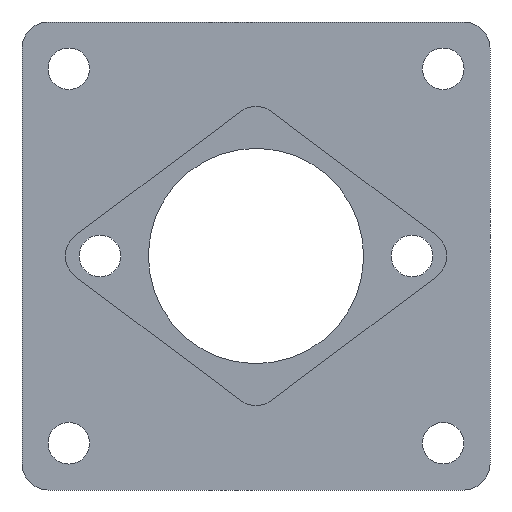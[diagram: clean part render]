
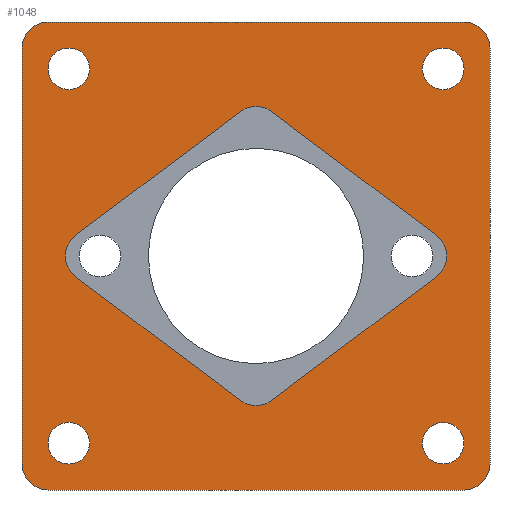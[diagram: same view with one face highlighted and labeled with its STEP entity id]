
A CAD part, left-side view. The second image highlights one B-rep face of the part: STEP entity #1048.
In plain terms, the highlighted planar face has unit normal (-1, 0, 0).
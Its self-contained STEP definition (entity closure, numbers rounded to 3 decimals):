
#175=CARTESIAN_POINT('Vertex',(-15.,40.,-36.)) ;
#191=CARTESIAN_POINT('Vertex',(-15.,32.,-36.)) ;
#194=CARTESIAN_POINT('Axis2P3D Location',(-15.,36.,-36.)) ;
#211=CARTESIAN_POINT('Axis2P3D Location',(-15.,36.,-36.)) ;
#232=CARTESIAN_POINT('Vertex',(-15.,-32.011,-35.699)) ;
#248=CARTESIAN_POINT('Vertex',(-15.,-39.989,-36.301)) ;
#251=CARTESIAN_POINT('Axis2P3D Location',(-15.,-36.,-36.)) ;
#268=CARTESIAN_POINT('Axis2P3D Location',(-15.,-36.,-36.)) ;
#289=CARTESIAN_POINT('Vertex',(-15.,-32.,36.)) ;
#305=CARTESIAN_POINT('Vertex',(-15.,-40.,36.)) ;
#308=CARTESIAN_POINT('Axis2P3D Location',(-15.,-36.,36.)) ;
#325=CARTESIAN_POINT('Axis2P3D Location',(-15.,-36.,36.)) ;
#346=CARTESIAN_POINT('Vertex',(-15.,40.,36.)) ;
#362=CARTESIAN_POINT('Vertex',(-15.,32.,36.)) ;
#365=CARTESIAN_POINT('Axis2P3D Location',(-15.,36.,36.)) ;
#382=CARTESIAN_POINT('Axis2P3D Location',(-15.,36.,36.)) ;
#456=CARTESIAN_POINT('Axis2P3D Location',(-15.,-31.667,0.)) ;
#460=CARTESIAN_POINT('Vertex',(-15.,-34.667,-4.)) ;
#462=CARTESIAN_POINT('Vertex',(-15.,-34.667,4.)) ;
#502=CARTESIAN_POINT('Vertex',(-15.,-3.,27.75)) ;
#510=CARTESIAN_POINT('Line Origine',(-15.,-18.833,15.875)) ;
#527=CARTESIAN_POINT('Axis2P3D Location',(-15.,0.,23.75)) ;
#531=CARTESIAN_POINT('Vertex',(-15.,3.,27.75)) ;
#564=CARTESIAN_POINT('Vertex',(-15.,-3.,-27.75)) ;
#567=CARTESIAN_POINT('Line Origine',(-15.,-18.833,-15.875)) ;
#589=CARTESIAN_POINT('Axis2P3D Location',(-15.,0.,-23.75)) ;
#593=CARTESIAN_POINT('Vertex',(-15.,3.,-27.75)) ;
#626=CARTESIAN_POINT('Vertex',(-15.,34.667,4.)) ;
#634=CARTESIAN_POINT('Line Origine',(-15.,18.833,15.875)) ;
#657=CARTESIAN_POINT('Vertex',(-15.,34.667,-4.)) ;
#660=CARTESIAN_POINT('Line Origine',(-15.,18.833,-15.875)) ;
#715=CARTESIAN_POINT('Axis2P3D Location',(-15.,31.667,0.)) ;
#745=CARTESIAN_POINT('Vertex',(-15.,-40.,45.)) ;
#748=CARTESIAN_POINT('Axis2P3D Location',(-15.,-40.,40.)) ;
#752=CARTESIAN_POINT('Vertex',(-15.,-45.,40.)) ;
#776=CARTESIAN_POINT('Vertex',(-15.,-45.,-40.)) ;
#786=CARTESIAN_POINT('Line Origine',(-15.,-45.,0.)) ;
#810=CARTESIAN_POINT('Axis2P3D Location',(-15.,-40.,-40.)) ;
#814=CARTESIAN_POINT('Vertex',(-15.,-40.,-45.)) ;
#841=CARTESIAN_POINT('Line Origine',(-15.,0.,-45.)) ;
#845=CARTESIAN_POINT('Vertex',(-15.,40.,-45.)) ;
#872=CARTESIAN_POINT('Axis2P3D Location',(-15.,40.,-40.)) ;
#876=CARTESIAN_POINT('Vertex',(-15.,45.,-40.)) ;
#896=CARTESIAN_POINT('Line Origine',(-15.,0.,45.)) ;
#900=CARTESIAN_POINT('Vertex',(-15.,40.,45.)) ;
#931=CARTESIAN_POINT('Vertex',(-15.,45.,40.)) ;
#941=CARTESIAN_POINT('Line Origine',(-15.,45.,0.)) ;
#1002=CARTESIAN_POINT('Axis2P3D Location',(-15.,0.,65.)) ;
#1007=CARTESIAN_POINT('Axis2P3D Location',(-15.,40.,40.)) ;
#195=DIRECTION('Axis2P3D Direction',(-1.,0.,0.)) ;
#212=DIRECTION('Axis2P3D Direction',(-1.,0.,0.)) ;
#252=DIRECTION('Axis2P3D Direction',(-1.,0.,0.)) ;
#269=DIRECTION('Axis2P3D Direction',(-1.,0.,0.)) ;
#309=DIRECTION('Axis2P3D Direction',(-1.,0.,0.)) ;
#326=DIRECTION('Axis2P3D Direction',(-1.,0.,0.)) ;
#366=DIRECTION('Axis2P3D Direction',(-1.,0.,0.)) ;
#383=DIRECTION('Axis2P3D Direction',(-1.,0.,0.)) ;
#457=DIRECTION('Axis2P3D Direction',(1.,0.,0.)) ;
#511=DIRECTION('Vector Direction',(0.,0.8,0.6)) ;
#528=DIRECTION('Axis2P3D Direction',(1.,0.,0.)) ;
#568=DIRECTION('Vector Direction',(0.,-0.8,0.6)) ;
#590=DIRECTION('Axis2P3D Direction',(1.,0.,0.)) ;
#635=DIRECTION('Vector Direction',(0.,0.8,-0.6)) ;
#661=DIRECTION('Vector Direction',(0.,-0.8,-0.6)) ;
#716=DIRECTION('Axis2P3D Direction',(1.,0.,-0.)) ;
#749=DIRECTION('Axis2P3D Direction',(1.,0.,0.)) ;
#787=DIRECTION('Vector Direction',(0.,0.,1.)) ;
#811=DIRECTION('Axis2P3D Direction',(1.,0.,0.)) ;
#842=DIRECTION('Vector Direction',(0.,1.,0.)) ;
#873=DIRECTION('Axis2P3D Direction',(1.,0.,0.)) ;
#897=DIRECTION('Vector Direction',(0.,-1.,0.)) ;
#942=DIRECTION('Vector Direction',(0.,0.,-1.)) ;
#1003=DIRECTION('Axis2P3D Direction',(-1.,0.,0.)) ;
#1004=DIRECTION('Axis2P3D XDirection',(0.,1.,0.)) ;
#1008=DIRECTION('Axis2P3D Direction',(-1.,0.,0.)) ;
#196=AXIS2_PLACEMENT_3D('Circle Axis2P3D',#194,#195,$) ;
#213=AXIS2_PLACEMENT_3D('Circle Axis2P3D',#211,#212,$) ;
#253=AXIS2_PLACEMENT_3D('Circle Axis2P3D',#251,#252,$) ;
#270=AXIS2_PLACEMENT_3D('Circle Axis2P3D',#268,#269,$) ;
#310=AXIS2_PLACEMENT_3D('Circle Axis2P3D',#308,#309,$) ;
#327=AXIS2_PLACEMENT_3D('Circle Axis2P3D',#325,#326,$) ;
#367=AXIS2_PLACEMENT_3D('Circle Axis2P3D',#365,#366,$) ;
#384=AXIS2_PLACEMENT_3D('Circle Axis2P3D',#382,#383,$) ;
#458=AXIS2_PLACEMENT_3D('Circle Axis2P3D',#456,#457,$) ;
#529=AXIS2_PLACEMENT_3D('Circle Axis2P3D',#527,#528,$) ;
#591=AXIS2_PLACEMENT_3D('Circle Axis2P3D',#589,#590,$) ;
#717=AXIS2_PLACEMENT_3D('Circle Axis2P3D',#715,#716,$) ;
#750=AXIS2_PLACEMENT_3D('Circle Axis2P3D',#748,#749,$) ;
#812=AXIS2_PLACEMENT_3D('Circle Axis2P3D',#810,#811,$) ;
#874=AXIS2_PLACEMENT_3D('Circle Axis2P3D',#872,#873,$) ;
#1005=AXIS2_PLACEMENT_3D('Plane Axis2P3D',#1002,#1003,#1004) ;
#1009=AXIS2_PLACEMENT_3D('Circle Axis2P3D',#1007,#1008,$) ;
#1013=ORIENTED_EDGE('',*,*,#945,.T.) ;
#1014=ORIENTED_EDGE('',*,*,#878,.F.) ;
#1015=ORIENTED_EDGE('',*,*,#847,.F.) ;
#1016=ORIENTED_EDGE('',*,*,#816,.F.) ;
#1017=ORIENTED_EDGE('',*,*,#790,.T.) ;
#1018=ORIENTED_EDGE('',*,*,#754,.F.) ;
#1019=ORIENTED_EDGE('',*,*,#902,.F.) ;
#1020=ORIENTED_EDGE('',*,*,#1011,.F.) ;
#1023=ORIENTED_EDGE('',*,*,#719,.F.) ;
#1024=ORIENTED_EDGE('',*,*,#638,.F.) ;
#1025=ORIENTED_EDGE('',*,*,#533,.F.) ;
#1026=ORIENTED_EDGE('',*,*,#514,.F.) ;
#1027=ORIENTED_EDGE('',*,*,#464,.F.) ;
#1028=ORIENTED_EDGE('',*,*,#571,.F.) ;
#1029=ORIENTED_EDGE('',*,*,#595,.F.) ;
#1030=ORIENTED_EDGE('',*,*,#664,.F.) ;
#1033=ORIENTED_EDGE('',*,*,#386,.F.) ;
#1034=ORIENTED_EDGE('',*,*,#369,.F.) ;
#1037=ORIENTED_EDGE('',*,*,#272,.F.) ;
#1038=ORIENTED_EDGE('',*,*,#255,.F.) ;
#1041=ORIENTED_EDGE('',*,*,#215,.F.) ;
#1042=ORIENTED_EDGE('',*,*,#198,.F.) ;
#1045=ORIENTED_EDGE('',*,*,#329,.F.) ;
#1046=ORIENTED_EDGE('',*,*,#312,.F.) ;
#1031=FACE_BOUND('',#1022,.T.) ;
#1035=FACE_BOUND('',#1032,.T.) ;
#1039=FACE_BOUND('',#1036,.T.) ;
#1043=FACE_BOUND('',#1040,.T.) ;
#1047=FACE_BOUND('',#1044,.T.) ;
#512=VECTOR('Line Direction',#511,1.) ;
#569=VECTOR('Line Direction',#568,1.) ;
#636=VECTOR('Line Direction',#635,1.) ;
#662=VECTOR('Line Direction',#661,1.) ;
#788=VECTOR('Line Direction',#787,1.) ;
#843=VECTOR('Line Direction',#842,1.) ;
#898=VECTOR('Line Direction',#897,1.) ;
#943=VECTOR('Line Direction',#942,1.) ;
#1048=ADVANCED_FACE('Corps principal',(#1021,#1031,#1035,#1039,#1043,#1047),#1006,.T.) ;
#197=CIRCLE('generated circle',#196,4.) ;
#214=CIRCLE('generated circle',#213,4.) ;
#254=CIRCLE('generated circle',#253,4.) ;
#271=CIRCLE('generated circle',#270,4.) ;
#311=CIRCLE('generated circle',#310,4.) ;
#328=CIRCLE('generated circle',#327,4.) ;
#368=CIRCLE('generated circle',#367,4.) ;
#385=CIRCLE('generated circle',#384,4.) ;
#459=CIRCLE('generated circle',#458,5.) ;
#530=CIRCLE('generated circle',#529,5.) ;
#592=CIRCLE('generated circle',#591,5.) ;
#718=CIRCLE('generated circle',#717,5.) ;
#751=CIRCLE('generated circle',#750,5.) ;
#813=CIRCLE('generated circle',#812,5.) ;
#875=CIRCLE('generated circle',#874,5.) ;
#1010=CIRCLE('generated circle',#1009,5.) ;
#198=EDGE_CURVE('',#192,#176,#197,.T.) ;
#215=EDGE_CURVE('',#176,#192,#214,.T.) ;
#255=EDGE_CURVE('',#249,#233,#254,.T.) ;
#272=EDGE_CURVE('',#233,#249,#271,.T.) ;
#312=EDGE_CURVE('',#306,#290,#311,.T.) ;
#329=EDGE_CURVE('',#290,#306,#328,.T.) ;
#369=EDGE_CURVE('',#363,#347,#368,.T.) ;
#386=EDGE_CURVE('',#347,#363,#385,.T.) ;
#464=EDGE_CURVE('',#461,#463,#459,.F.) ;
#514=EDGE_CURVE('',#463,#503,#513,.T.) ;
#533=EDGE_CURVE('',#503,#532,#530,.F.) ;
#571=EDGE_CURVE('',#565,#461,#570,.T.) ;
#595=EDGE_CURVE('',#594,#565,#592,.F.) ;
#638=EDGE_CURVE('',#532,#627,#637,.T.) ;
#664=EDGE_CURVE('',#658,#594,#663,.T.) ;
#719=EDGE_CURVE('',#627,#658,#718,.F.) ;
#754=EDGE_CURVE('',#746,#753,#751,.T.) ;
#790=EDGE_CURVE('',#777,#753,#789,.T.) ;
#816=EDGE_CURVE('',#777,#815,#813,.T.) ;
#847=EDGE_CURVE('',#815,#846,#844,.T.) ;
#878=EDGE_CURVE('',#846,#877,#875,.T.) ;
#902=EDGE_CURVE('',#901,#746,#899,.T.) ;
#945=EDGE_CURVE('',#932,#877,#944,.T.) ;
#1011=EDGE_CURVE('',#932,#901,#1010,.F.) ;
#1012=EDGE_LOOP('',(#1013,#1014,#1015,#1016,#1017,#1018,#1019,#1020)) ;
#1022=EDGE_LOOP('',(#1023,#1024,#1025,#1026,#1027,#1028,#1029,#1030)) ;
#1032=EDGE_LOOP('',(#1033,#1034)) ;
#1036=EDGE_LOOP('',(#1037,#1038)) ;
#1040=EDGE_LOOP('',(#1041,#1042)) ;
#1044=EDGE_LOOP('',(#1045,#1046)) ;
#1021=FACE_OUTER_BOUND('',#1012,.T.) ;
#513=LINE('Line',#510,#512) ;
#570=LINE('Line',#567,#569) ;
#637=LINE('Line',#634,#636) ;
#663=LINE('Line',#660,#662) ;
#789=LINE('Line',#786,#788) ;
#844=LINE('Line',#841,#843) ;
#899=LINE('Line',#896,#898) ;
#944=LINE('Line',#941,#943) ;
#1006=PLANE('Plane',#1005) ;
#176=VERTEX_POINT('',#175) ;
#192=VERTEX_POINT('',#191) ;
#233=VERTEX_POINT('',#232) ;
#249=VERTEX_POINT('',#248) ;
#290=VERTEX_POINT('',#289) ;
#306=VERTEX_POINT('',#305) ;
#347=VERTEX_POINT('',#346) ;
#363=VERTEX_POINT('',#362) ;
#461=VERTEX_POINT('',#460) ;
#463=VERTEX_POINT('',#462) ;
#503=VERTEX_POINT('',#502) ;
#532=VERTEX_POINT('',#531) ;
#565=VERTEX_POINT('',#564) ;
#594=VERTEX_POINT('',#593) ;
#627=VERTEX_POINT('',#626) ;
#658=VERTEX_POINT('',#657) ;
#746=VERTEX_POINT('',#745) ;
#753=VERTEX_POINT('',#752) ;
#777=VERTEX_POINT('',#776) ;
#815=VERTEX_POINT('',#814) ;
#846=VERTEX_POINT('',#845) ;
#877=VERTEX_POINT('',#876) ;
#901=VERTEX_POINT('',#900) ;
#932=VERTEX_POINT('',#931) ;
